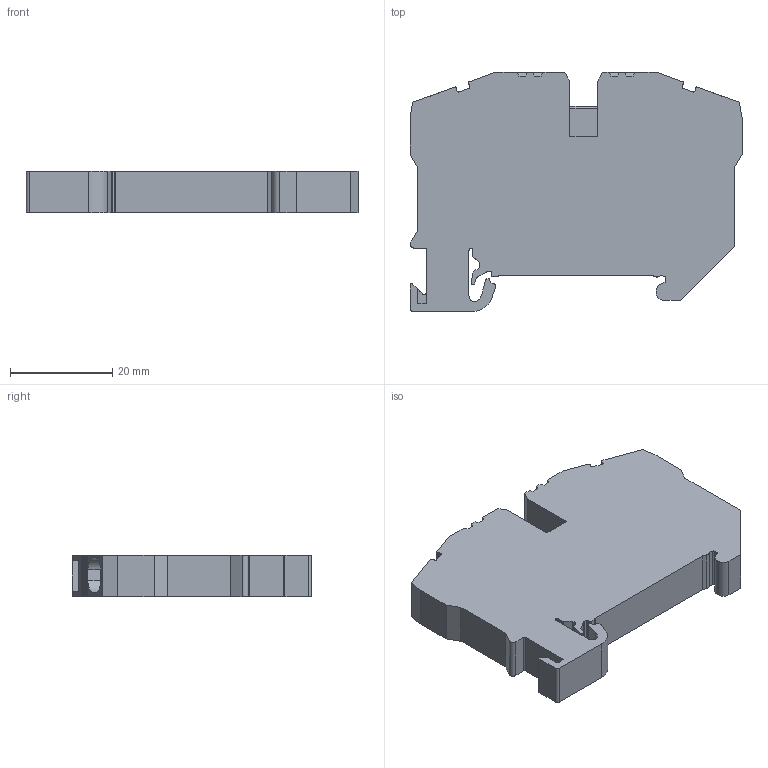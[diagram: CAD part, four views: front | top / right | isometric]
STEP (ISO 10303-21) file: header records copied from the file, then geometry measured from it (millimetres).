
FILE_DESCRIPTION((''),'2;1');
FILE_NAME('ZRK60ISO_STEP','2008-08-22T',('Stollb'),(''),'PRO/ENGINEER BY PARAMETRIC TECHNOLOGY CORPORATION, 2007390','PRO/ENGINEER BY PARAMETRIC TECHNOLOGY CORPORATION, 2007390','');
FILE_SCHEMA(('CONFIG_CONTROL_DESIGN'));
Length unit declared in the file: millimetre
Products named in the file (1): ZRK60ISO_STEP
Bounding box: 65 x 46.8 x 8.1 mm (x, y, z)
Volume: 18998.3 mm3; surface area: 7665.8 mm2
Topology: 1 solids, 1 shells, 174 faces, 506 edges, 338 vertices
Faces by surface type: plane 111, cylinder 63
Entity records: 5802 total; most frequent: CARTESIAN_POINT 1041, ORIENTED_EDGE 1012, DIRECTION 975, EDGE_CURVE 506, VECTOR 373, LINE 373, VERTEX_POINT 338, AXIS2_PLACEMENT_3D 301
